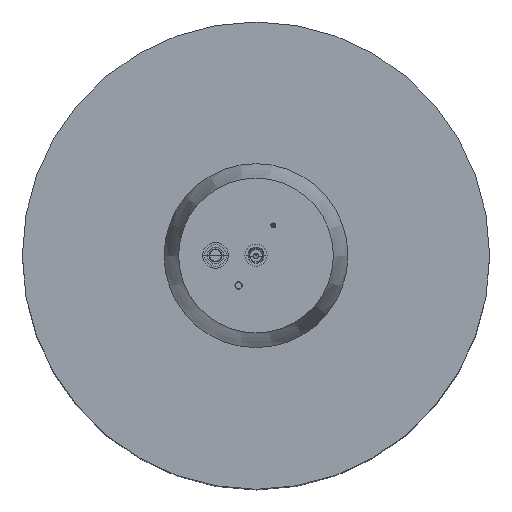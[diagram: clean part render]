
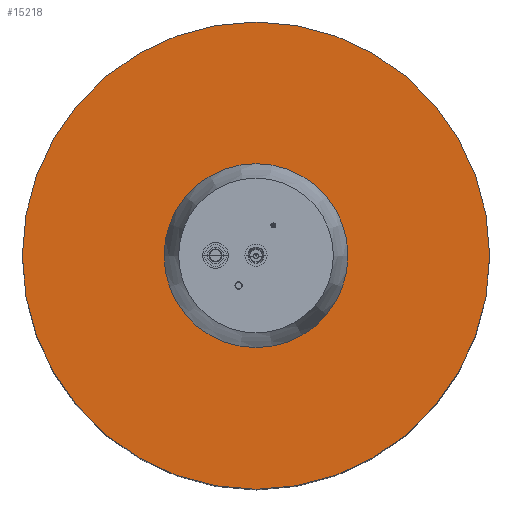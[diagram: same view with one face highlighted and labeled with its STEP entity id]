
A CAD part, top view. The second image highlights one B-rep face of the part: STEP entity #15218.
In plain terms, the highlighted planar face has unit normal (0, 0, 1).
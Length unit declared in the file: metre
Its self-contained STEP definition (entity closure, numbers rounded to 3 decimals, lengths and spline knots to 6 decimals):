
#1008=PLANE('',#18089);
#2225=CIRCLE('',#18088,0.360373);
#2226=CIRCLE('',#18090,0.915494);
#4284=ORIENTED_EDGE('',*,*,#7029,.F.);
#4285=ORIENTED_EDGE('',*,*,#7028,.T.);
#7028=EDGE_CURVE('',#8679,#8679,#2225,.T.);
#7029=EDGE_CURVE('',#8680,#8680,#2226,.T.);
#8679=VERTEX_POINT('',#35276);
#8680=VERTEX_POINT('',#35279);
#11984=EDGE_LOOP('',(#4284));
#11985=EDGE_LOOP('',(#4285));
#13724=FACE_BOUND('',#11984,.T.);
#13725=FACE_BOUND('',#11985,.T.);
#15218=ADVANCED_FACE('',(#13724,#13725),#1008,.F.);
#18088=AXIS2_PLACEMENT_3D('',#35275,#21669,#21670);
#18089=AXIS2_PLACEMENT_3D('',#35277,#21671,#21672);
#18090=AXIS2_PLACEMENT_3D('',#35278,#21673,#21674);
#21669=DIRECTION('',(0.,0.,-1.));
#21670=DIRECTION('',(-1.,0.,0.));
#21671=DIRECTION('',(0.,0.,-1.));
#21672=DIRECTION('',(-1.,0.,0.));
#21673=DIRECTION('',(0.,0.,-1.));
#21674=DIRECTION('',(-1.,0.,0.));
#35275=CARTESIAN_POINT('',(0.,0.,1.043513));
#35276=CARTESIAN_POINT('',(-0.360373,0.,1.043513));
#35277=CARTESIAN_POINT('',(-0.583959,0.,1.043513));
#35278=CARTESIAN_POINT('',(0.,0.,1.043513));
#35279=CARTESIAN_POINT('',(-0.915494,0.,1.043513));
